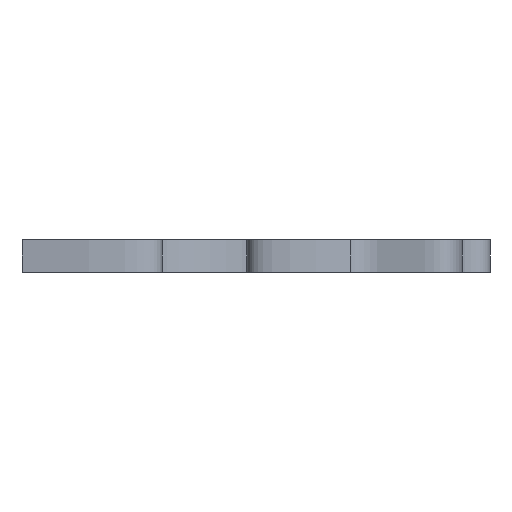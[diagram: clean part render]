
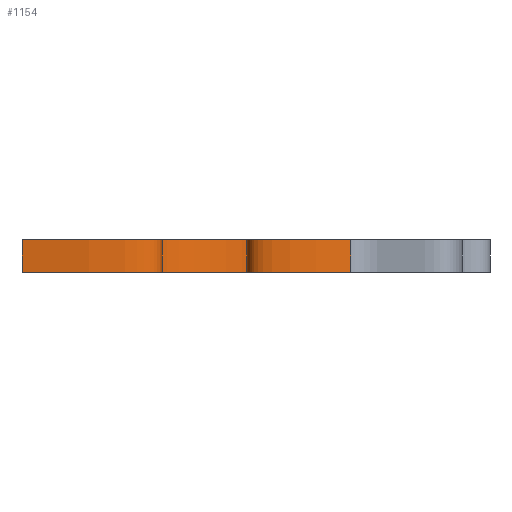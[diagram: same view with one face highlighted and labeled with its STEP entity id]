
A CAD part, front view. The second image highlights one B-rep face of the part: STEP entity #1154.
In plain terms, the highlighted free-form (B-spline) face has degree [3, 1] with [6, 2] control points.
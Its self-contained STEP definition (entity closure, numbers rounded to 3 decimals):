
#1004=CARTESIAN_POINT('',(-10.,80.,0.));
#1005=VERTEX_POINT('',#1004);
#1023=CARTESIAN_POINT('',(-10.,80.,1.));
#1024=VERTEX_POINT('',#1023);
#1034=CARTESIAN_POINT('',(-10.,80.,1.));
#1035=DIRECTION('',(0.,0.,-1.));
#1036=VECTOR('',#1035,1.);
#1037=LINE('',#1034,#1036);
#1038=EDGE_CURVE('',#1024,#1005,#1037,.T.);
#1093=CARTESIAN_POINT('',(-20.,80.,0.));
#1094=VERTEX_POINT('',#1093);
#1101=CARTESIAN_POINT('',(-20.,80.,1.));
#1102=VERTEX_POINT('',#1101);
#1103=CARTESIAN_POINT('',(-20.,80.,1.));
#1104=DIRECTION('',(0.,0.,-1.));
#1105=VECTOR('',#1104,1.);
#1106=LINE('',#1103,#1105);
#1107=EDGE_CURVE('',#1102,#1094,#1106,.T.);
#1119=CARTESIAN_POINT('',(-20.,80.,1.));
#1120=CARTESIAN_POINT('',(-20.,80.,0.));
#1121=CARTESIAN_POINT('',(-13.095,78.822,1.));
#1122=CARTESIAN_POINT('',(-13.095,78.822,0.));
#1123=CARTESIAN_POINT('',(-19.433,83.46,1.));
#1124=CARTESIAN_POINT('',(-19.433,83.46,0.));
#1125=CARTESIAN_POINT('',(-8.176,85.618,1.));
#1126=CARTESIAN_POINT('',(-8.176,85.618,0.));
#1127=CARTESIAN_POINT('',(-16.109,78.565,1.));
#1128=CARTESIAN_POINT('',(-16.109,78.565,0.));
#1129=CARTESIAN_POINT('',(-10.,80.,1.));
#1130=CARTESIAN_POINT('',(-10.,80.,0.));
#1131=B_SPLINE_SURFACE_WITH_KNOTS('',3,1,((#1119,#1120),(#1121,#1122),(#1123,#1124),(#1125,#1126),(#1127,#1128),(#1129,#1130)),.UNSPECIFIED.,.F.,.F.,.U.,(4,1,1,4),(2,2),(0.,0.37,0.622,1.),(0.,1.),.UNSPECIFIED.);
#1132=CARTESIAN_POINT('',(-20.,80.,0.));
#1133=CARTESIAN_POINT('',(-13.095,78.822,0.));
#1134=CARTESIAN_POINT('',(-19.433,83.46,0.));
#1135=CARTESIAN_POINT('',(-8.176,85.618,0.));
#1136=CARTESIAN_POINT('',(-16.109,78.565,0.));
#1137=CARTESIAN_POINT('',(-10.,80.,0.));
#1138=B_SPLINE_CURVE_WITH_KNOTS('',3,(#1132,#1133,#1134,#1135,#1136,#1137),.UNSPECIFIED.,.F.,.F.,(4,1,1,4),(0.,0.37,0.622,1.),.UNSPECIFIED.);
#1139=EDGE_CURVE('',#1094,#1005,#1138,.T.);
#1140=ORIENTED_EDGE('',*,*,#1139,.T.);
#1141=ORIENTED_EDGE('',*,*,#1038,.F.);
#1142=CARTESIAN_POINT('',(-20.,80.,1.));
#1143=CARTESIAN_POINT('',(-13.095,78.822,1.));
#1144=CARTESIAN_POINT('',(-19.433,83.46,1.));
#1145=CARTESIAN_POINT('',(-8.176,85.618,1.));
#1146=CARTESIAN_POINT('',(-16.109,78.565,1.));
#1147=CARTESIAN_POINT('',(-10.,80.,1.));
#1148=B_SPLINE_CURVE_WITH_KNOTS('',3,(#1142,#1143,#1144,#1145,#1146,#1147),.UNSPECIFIED.,.F.,.F.,(4,1,1,4),(0.,0.37,0.622,1.),.UNSPECIFIED.);
#1149=EDGE_CURVE('',#1102,#1024,#1148,.T.);
#1150=ORIENTED_EDGE('',*,*,#1149,.F.);
#1151=ORIENTED_EDGE('',*,*,#1107,.T.);
#1152=EDGE_LOOP('',(#1140,#1141,#1150,#1151));
#1153=FACE_BOUND('',#1152,.T.);
#1154=ADVANCED_FACE('',(#1153),#1131,.F.);
